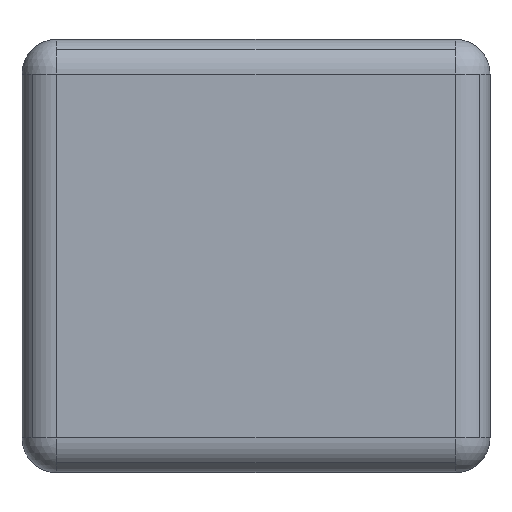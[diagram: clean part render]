
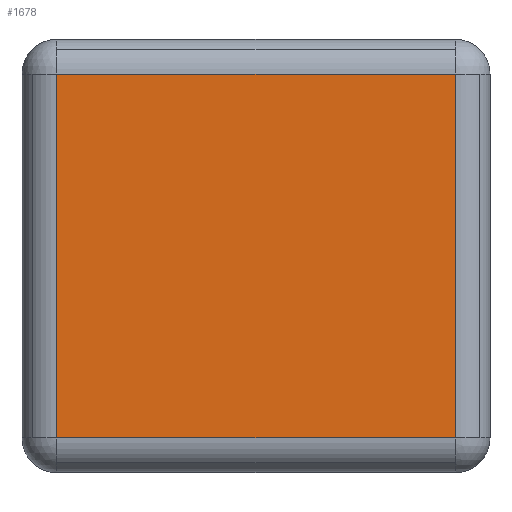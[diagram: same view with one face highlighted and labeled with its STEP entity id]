
A CAD part, left-side view. The second image highlights one B-rep face of the part: STEP entity #1678.
In plain terms, the highlighted planar face has unit normal (-1, 0, 0).
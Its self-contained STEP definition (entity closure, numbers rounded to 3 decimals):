
#1305=CARTESIAN_POINT('',(-1.05,-0.575,0.1));
#1306=VERTEX_POINT('',#1305);
#1314=CARTESIAN_POINT('',(-1.05,0.575,0.1));
#1315=VERTEX_POINT('',#1314);
#1316=CARTESIAN_POINT('',(-1.05,-0.575,0.1));
#1317=DIRECTION('',(0.0,1.0,0.0));
#1318=VECTOR('',#1317,1.15);
#1319=LINE('',#1316,#1318);
#1320=EDGE_CURVE('',#1306,#1315,#1319,.T.);
#1518=CARTESIAN_POINT('',(-1.05,0.575,1.15));
#1519=VERTEX_POINT('',#1518);
#1520=CARTESIAN_POINT('',(-1.05,0.575,0.1));
#1521=DIRECTION('',(0.0,0.0,1.0));
#1522=VECTOR('',#1521,1.05);
#1523=LINE('',#1520,#1522);
#1524=EDGE_CURVE('',#1315,#1519,#1523,.T.);
#1606=CARTESIAN_POINT('',(-1.05,-0.575,1.15));
#1607=VERTEX_POINT('',#1606);
#1615=CARTESIAN_POINT('',(-1.05,-0.575,1.15));
#1616=DIRECTION('',(0.0,0.0,-1.0));
#1617=VECTOR('',#1616,1.05);
#1618=LINE('',#1615,#1617);
#1619=EDGE_CURVE('',#1607,#1306,#1618,.T.);
#1662=CARTESIAN_POINT('',(-1.05,-0.675,0.0));
#1663=DIRECTION('',(-1.0,0.0,0.0));
#1664=DIRECTION('',(0.0,0.0,1.0));
#1665=AXIS2_PLACEMENT_3D('',#1662,#1663,#1664);
#1666=PLANE('',#1665);
#1667=ORIENTED_EDGE('',*,*,#1619,.F.);
#1668=CARTESIAN_POINT('',(-1.05,0.575,1.15));
#1669=DIRECTION('',(0.0,-1.0,0.0));
#1670=VECTOR('',#1669,1.15);
#1671=LINE('',#1668,#1670);
#1672=EDGE_CURVE('',#1519,#1607,#1671,.T.);
#1673=ORIENTED_EDGE('',*,*,#1672,.F.);
#1674=ORIENTED_EDGE('',*,*,#1524,.F.);
#1675=ORIENTED_EDGE('',*,*,#1320,.F.);
#1676=EDGE_LOOP('',(#1667,#1673,#1674,#1675));
#1677=FACE_OUTER_BOUND('',#1676,.T.);
#1678=ADVANCED_FACE('',(#1677),#1666,.T.);
